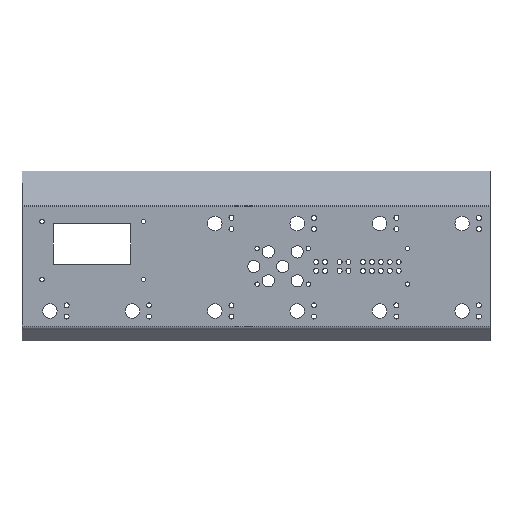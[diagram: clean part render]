
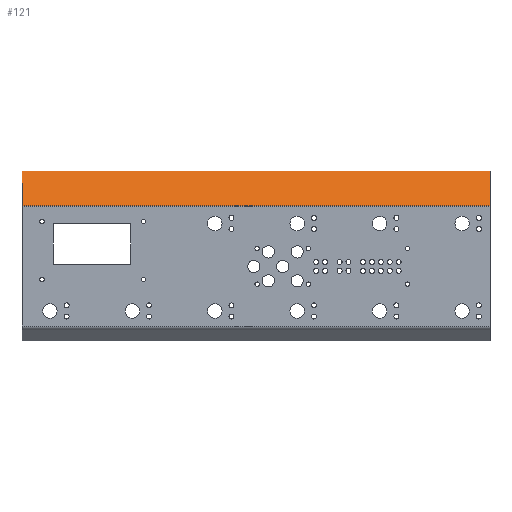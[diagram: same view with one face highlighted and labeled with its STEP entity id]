
A CAD part, top view. The second image highlights one B-rep face of the part: STEP entity #121.
In plain terms, the highlighted planar face has unit normal (0, 0.407, 0.913).
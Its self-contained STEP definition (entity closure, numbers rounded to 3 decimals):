
#22 = VERTEX_POINT('',#23);
#23 = CARTESIAN_POINT('',(0.,108.017,1.284));
#40 = VERTEX_POINT('',#41);
#41 = CARTESIAN_POINT('',(0.,139.077,-12.545));
#47 = EDGE_CURVE('',#22,#40,#48,.T.);
#48 = LINE('',#49,#50);
#49 = CARTESIAN_POINT('',(0.,108.017,1.284));
#50 = VECTOR('',#51,1.);
#51 = DIRECTION('',(0.,0.914,-0.407));
#104 = VERTEX_POINT('',#105);
#105 = CARTESIAN_POINT('',(420.,139.077,-12.545));
#111 = EDGE_CURVE('',#40,#104,#112,.T.);
#112 = LINE('',#113,#114);
#113 = CARTESIAN_POINT('',(0.,139.077,-12.545));
#114 = VECTOR('',#115,1.);
#115 = DIRECTION('',(1.,0.,0.));
#121 = ADVANCED_FACE('',(#122),#140,.F.);
#122 = FACE_BOUND('',#123,.F.);
#123 = EDGE_LOOP('',(#124,#132,#133,#134));
#124 = ORIENTED_EDGE('',*,*,#125,.T.);
#125 = EDGE_CURVE('',#126,#22,#128,.T.);
#126 = VERTEX_POINT('',#127);
#127 = CARTESIAN_POINT('',(420.,108.017,1.284));
#128 = LINE('',#129,#130);
#129 = CARTESIAN_POINT('',(420.,108.017,1.284));
#130 = VECTOR('',#131,1.);
#131 = DIRECTION('',(-1.,0.,0.));
#132 = ORIENTED_EDGE('',*,*,#47,.T.);
#133 = ORIENTED_EDGE('',*,*,#111,.T.);
#134 = ORIENTED_EDGE('',*,*,#135,.T.);
#135 = EDGE_CURVE('',#104,#126,#136,.T.);
#136 = LINE('',#137,#138);
#137 = CARTESIAN_POINT('',(420.,139.077,-12.545));
#138 = VECTOR('',#139,1.);
#139 = DIRECTION('',(0.,-0.914,0.407));
#140 = PLANE('',#141);
#141 = AXIS2_PLACEMENT_3D('',#142,#143,#144);
#142 = CARTESIAN_POINT('',(210.,123.547,-5.631));
#143 = DIRECTION('',(-0.,-0.407,-0.914));
#144 = DIRECTION('',(-1.,0.,0.));
